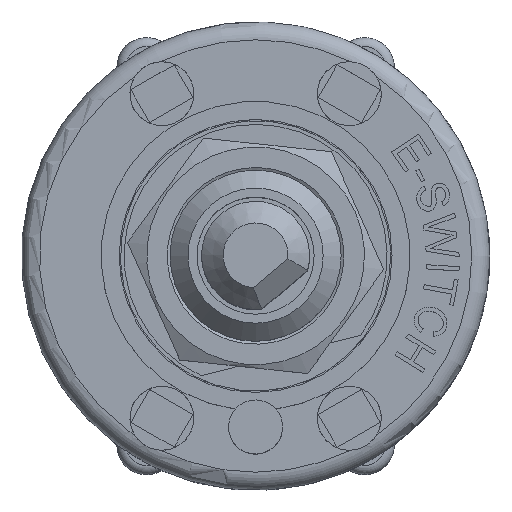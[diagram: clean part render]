
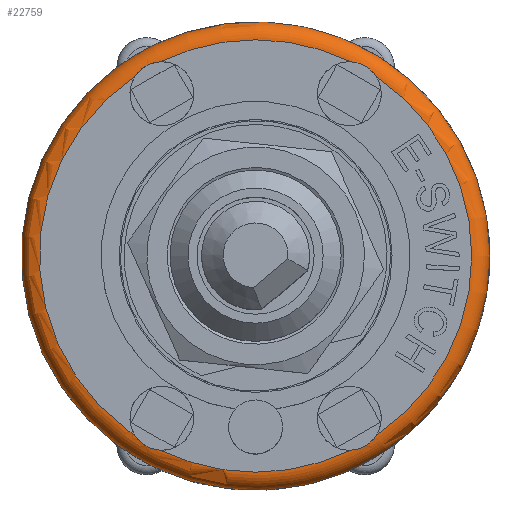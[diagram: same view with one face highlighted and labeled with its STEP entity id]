
A CAD part, top view. The second image highlights one B-rep face of the part: STEP entity #22759.
In plain terms, the highlighted toroidal (fillet/blend) face has major radius 12 mm and minor radius 1 mm.
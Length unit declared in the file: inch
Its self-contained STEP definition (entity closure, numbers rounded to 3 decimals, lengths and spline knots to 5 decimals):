
#20976=CARTESIAN_POINT('',(0.51181,0.0,0.3622));
#20977=VERTEX_POINT('',#20976);
#20978=CARTESIAN_POINT('',(0.0,0.0,0.3622));
#20979=DIRECTION('',(0.0,0.0,1.0));
#20980=DIRECTION('',(-1.0,0.0,0.0));
#20981=AXIS2_PLACEMENT_3D('',#20978,#20979,#20980);
#20982=CIRCLE('',#20981,0.51181);
#20983=EDGE_CURVE('',#20977,#20977,#20982,.T.);
#22469=CARTESIAN_POINT('',(-0.20753,0.42442,0.40157));
#22470=VERTEX_POINT('',#22469);
#22471=CARTESIAN_POINT('',(-0.26379,0.39194,0.40157));
#22472=VERTEX_POINT('',#22471);
#22480=CARTESIAN_POINT('',(-0.26379,0.39194,0.40157));
#22481=CARTESIAN_POINT('',(-0.26063,0.39693,0.40157));
#22482=CARTESIAN_POINT('',(-0.25684,0.40153,0.40137));
#22483=CARTESIAN_POINT('',(-0.25019,0.40776,0.40113));
#22484=CARTESIAN_POINT('',(-0.24774,0.40975,0.40106));
#22485=CARTESIAN_POINT('',(-0.24411,0.41233,0.401));
#22486=CARTESIAN_POINT('',(-0.24303,0.41306,0.40098));
#22487=CARTESIAN_POINT('',(-0.24115,0.41424,0.40097));
#22488=CARTESIAN_POINT('',(-0.24035,0.41472,0.40097));
#22489=CARTESIAN_POINT('',(-0.23874,0.41565,0.40097));
#22490=CARTESIAN_POINT('',(-0.23791,0.4161,0.40097));
#22491=CARTESIAN_POINT('',(-0.23586,0.41717,0.40099));
#22492=CARTESIAN_POINT('',(-0.23462,0.41777,0.401));
#22493=CARTESIAN_POINT('',(-0.23029,0.41972,0.40107));
#22494=CARTESIAN_POINT('',(-0.22713,0.42087,0.40115));
#22495=CARTESIAN_POINT('',(-0.2184,0.42336,0.4014));
#22496=CARTESIAN_POINT('',(-0.2129,0.4242,0.40157));
#22497=CARTESIAN_POINT('',(-0.20753,0.42442,0.40157));
#22498=B_SPLINE_CURVE_WITH_KNOTS('',3,(#22480,#22481,#22482,#22483,#22484,#22485,#22486,#22487,#22488,#22489,#22490,#22491,#22492,#22493,#22494,#22495,#22496,#22497),.UNSPECIFIED.,.F.,.U.,(4,2,2,2,2,2,2,2,4),(-0.30321,-0.28459,-0.27477,-0.27072,-0.26786,-0.26495,-0.2607,-0.25033,-0.23279),.UNSPECIFIED.);
#22499=EDGE_CURVE('',#22472,#22470,#22498,.T.);
#22535=CARTESIAN_POINT('',(-0.26379,-0.39194,0.40157));
#22536=VERTEX_POINT('',#22535);
#22537=CARTESIAN_POINT('',(-0.20753,-0.42442,0.40157));
#22538=VERTEX_POINT('',#22537);
#22546=CARTESIAN_POINT('',(-0.20753,-0.42442,0.40157));
#22547=CARTESIAN_POINT('',(-0.21344,-0.42418,0.40157));
#22548=CARTESIAN_POINT('',(-0.21932,-0.42319,0.40137));
#22549=CARTESIAN_POINT('',(-0.22803,-0.42055,0.40113));
#22550=CARTESIAN_POINT('',(-0.23098,-0.41943,0.40106));
#22551=CARTESIAN_POINT('',(-0.23503,-0.41757,0.401));
#22552=CARTESIAN_POINT('',(-0.2362,-0.417,0.40098));
#22553=CARTESIAN_POINT('',(-0.23817,-0.41596,0.40097));
#22554=CARTESIAN_POINT('',(-0.23898,-0.41551,0.40097));
#22555=CARTESIAN_POINT('',(-0.24059,-0.41458,0.40097));
#22556=CARTESIAN_POINT('',(-0.2414,-0.41409,0.40097));
#22557=CARTESIAN_POINT('',(-0.24335,-0.41285,0.40099));
#22558=CARTESIAN_POINT('',(-0.24449,-0.41207,0.401));
#22559=CARTESIAN_POINT('',(-0.24834,-0.4093,0.40107));
#22560=CARTESIAN_POINT('',(-0.25092,-0.40713,0.40115));
#22561=CARTESIAN_POINT('',(-0.25744,-0.40082,0.4014));
#22562=CARTESIAN_POINT('',(-0.26092,-0.39648,0.40157));
#22563=CARTESIAN_POINT('',(-0.26379,-0.39194,0.40157));
#22564=B_SPLINE_CURVE_WITH_KNOTS('',3,(#22546,#22547,#22548,#22549,#22550,#22551,#22552,#22553,#22554,#22555,#22556,#22557,#22558,#22559,#22560,#22561,#22562,#22563),.UNSPECIFIED.,.F.,.U.,(4,2,2,2,2,2,2,2,4),(-0.30321,-0.28459,-0.27477,-0.27072,-0.26786,-0.26495,-0.2607,-0.25033,-0.23279),.UNSPECIFIED.);
#22565=EDGE_CURVE('',#22538,#22536,#22564,.T.);
#22601=CARTESIAN_POINT('',(0.20753,-0.42442,0.40157));
#22602=VERTEX_POINT('',#22601);
#22603=CARTESIAN_POINT('',(0.26379,-0.39194,0.40157));
#22604=VERTEX_POINT('',#22603);
#22612=CARTESIAN_POINT('',(0.26379,-0.39194,0.40157));
#22613=CARTESIAN_POINT('',(0.26063,-0.39693,0.40157));
#22614=CARTESIAN_POINT('',(0.25684,-0.40153,0.40137));
#22615=CARTESIAN_POINT('',(0.25019,-0.40776,0.40113));
#22616=CARTESIAN_POINT('',(0.24774,-0.40975,0.40106));
#22617=CARTESIAN_POINT('',(0.24411,-0.41233,0.401));
#22618=CARTESIAN_POINT('',(0.24303,-0.41306,0.40098));
#22619=CARTESIAN_POINT('',(0.24115,-0.41424,0.40097));
#22620=CARTESIAN_POINT('',(0.24035,-0.41472,0.40097));
#22621=CARTESIAN_POINT('',(0.23874,-0.41565,0.40097));
#22622=CARTESIAN_POINT('',(0.23791,-0.4161,0.40097));
#22623=CARTESIAN_POINT('',(0.23586,-0.41717,0.40099));
#22624=CARTESIAN_POINT('',(0.23462,-0.41777,0.401));
#22625=CARTESIAN_POINT('',(0.23029,-0.41972,0.40107));
#22626=CARTESIAN_POINT('',(0.22713,-0.42087,0.40115));
#22627=CARTESIAN_POINT('',(0.2184,-0.42336,0.4014));
#22628=CARTESIAN_POINT('',(0.2129,-0.4242,0.40157));
#22629=CARTESIAN_POINT('',(0.20753,-0.42442,0.40157));
#22630=B_SPLINE_CURVE_WITH_KNOTS('',3,(#22612,#22613,#22614,#22615,#22616,#22617,#22618,#22619,#22620,#22621,#22622,#22623,#22624,#22625,#22626,#22627,#22628,#22629),.UNSPECIFIED.,.F.,.U.,(4,2,2,2,2,2,2,2,4),(-0.30321,-0.28459,-0.27477,-0.27072,-0.26786,-0.26495,-0.2607,-0.25033,-0.23279),.UNSPECIFIED.);
#22631=EDGE_CURVE('',#22604,#22602,#22630,.T.);
#22667=CARTESIAN_POINT('',(0.26379,0.39194,0.40157));
#22668=VERTEX_POINT('',#22667);
#22669=CARTESIAN_POINT('',(0.20753,0.42442,0.40157));
#22670=VERTEX_POINT('',#22669);
#22678=CARTESIAN_POINT('',(0.20753,0.42442,0.40157));
#22679=CARTESIAN_POINT('',(0.21344,0.42418,0.40157));
#22680=CARTESIAN_POINT('',(0.21932,0.42319,0.40137));
#22681=CARTESIAN_POINT('',(0.22803,0.42055,0.40113));
#22682=CARTESIAN_POINT('',(0.23098,0.41943,0.40106));
#22683=CARTESIAN_POINT('',(0.23503,0.41757,0.401));
#22684=CARTESIAN_POINT('',(0.2362,0.417,0.40098));
#22685=CARTESIAN_POINT('',(0.23817,0.41596,0.40097));
#22686=CARTESIAN_POINT('',(0.23898,0.41551,0.40097));
#22687=CARTESIAN_POINT('',(0.24059,0.41458,0.40097));
#22688=CARTESIAN_POINT('',(0.2414,0.41409,0.40097));
#22689=CARTESIAN_POINT('',(0.24335,0.41285,0.40099));
#22690=CARTESIAN_POINT('',(0.24449,0.41207,0.401));
#22691=CARTESIAN_POINT('',(0.24834,0.4093,0.40107));
#22692=CARTESIAN_POINT('',(0.25092,0.40713,0.40115));
#22693=CARTESIAN_POINT('',(0.25744,0.40082,0.4014));
#22694=CARTESIAN_POINT('',(0.26092,0.39648,0.40157));
#22695=CARTESIAN_POINT('',(0.26379,0.39194,0.40157));
#22696=B_SPLINE_CURVE_WITH_KNOTS('',3,(#22678,#22679,#22680,#22681,#22682,#22683,#22684,#22685,#22686,#22687,#22688,#22689,#22690,#22691,#22692,#22693,#22694,#22695),.UNSPECIFIED.,.F.,.U.,(4,2,2,2,2,2,2,2,4),(-0.30321,-0.28459,-0.27477,-0.27072,-0.26786,-0.26495,-0.2607,-0.25033,-0.23279),.UNSPECIFIED.);
#22697=EDGE_CURVE('',#22670,#22668,#22696,.T.);
#22717=CARTESIAN_POINT('',(0.0,0.0,0.3622));
#22718=DIRECTION('',(0.0,0.0,-1.0));
#22719=DIRECTION('',(-1.0,0.0,0.0));
#22720=AXIS2_PLACEMENT_3D('',#22717,#22718,#22719);
#22721=TOROIDAL_SURFACE('',#22720,0.47244,0.03937);
#22722=ORIENTED_EDGE('',*,*,#20983,.T.);
#22723=EDGE_LOOP('',(#22722));
#22724=FACE_OUTER_BOUND('',#22723,.T.);
#22725=CARTESIAN_POINT('',(0.0,0.0,0.40157));
#22726=DIRECTION('',(0.0,0.0,-1.0));
#22727=DIRECTION('',(-1.0,0.0,0.0));
#22728=AXIS2_PLACEMENT_3D('',#22725,#22726,#22727);
#22729=CIRCLE('',#22728,0.47244);
#22730=EDGE_CURVE('',#22536,#22472,#22729,.T.);
#22731=ORIENTED_EDGE('',*,*,#22730,.T.);
#22732=ORIENTED_EDGE('',*,*,#22499,.T.);
#22733=CARTESIAN_POINT('',(0.0,0.0,0.40157));
#22734=DIRECTION('',(0.0,0.0,-1.0));
#22735=DIRECTION('',(-1.0,0.0,0.0));
#22736=AXIS2_PLACEMENT_3D('',#22733,#22734,#22735);
#22737=CIRCLE('',#22736,0.47244);
#22738=EDGE_CURVE('',#22470,#22670,#22737,.T.);
#22739=ORIENTED_EDGE('',*,*,#22738,.T.);
#22740=ORIENTED_EDGE('',*,*,#22697,.T.);
#22741=CARTESIAN_POINT('',(0.0,0.0,0.40157));
#22742=DIRECTION('',(0.0,0.0,-1.0));
#22743=DIRECTION('',(-1.0,0.0,0.0));
#22744=AXIS2_PLACEMENT_3D('',#22741,#22742,#22743);
#22745=CIRCLE('',#22744,0.47244);
#22746=EDGE_CURVE('',#22668,#22604,#22745,.T.);
#22747=ORIENTED_EDGE('',*,*,#22746,.T.);
#22748=ORIENTED_EDGE('',*,*,#22631,.T.);
#22749=CARTESIAN_POINT('',(0.0,0.0,0.40157));
#22750=DIRECTION('',(0.0,0.0,-1.0));
#22751=DIRECTION('',(-1.0,0.0,0.0));
#22752=AXIS2_PLACEMENT_3D('',#22749,#22750,#22751);
#22753=CIRCLE('',#22752,0.47244);
#22754=EDGE_CURVE('',#22602,#22538,#22753,.T.);
#22755=ORIENTED_EDGE('',*,*,#22754,.T.);
#22756=ORIENTED_EDGE('',*,*,#22565,.T.);
#22757=EDGE_LOOP('',(#22731,#22732,#22739,#22740,#22747,#22748,#22755,#22756));
#22758=FACE_BOUND('',#22757,.T.);
#22759=ADVANCED_FACE('',(#22724,#22758),#22721,.T.);
